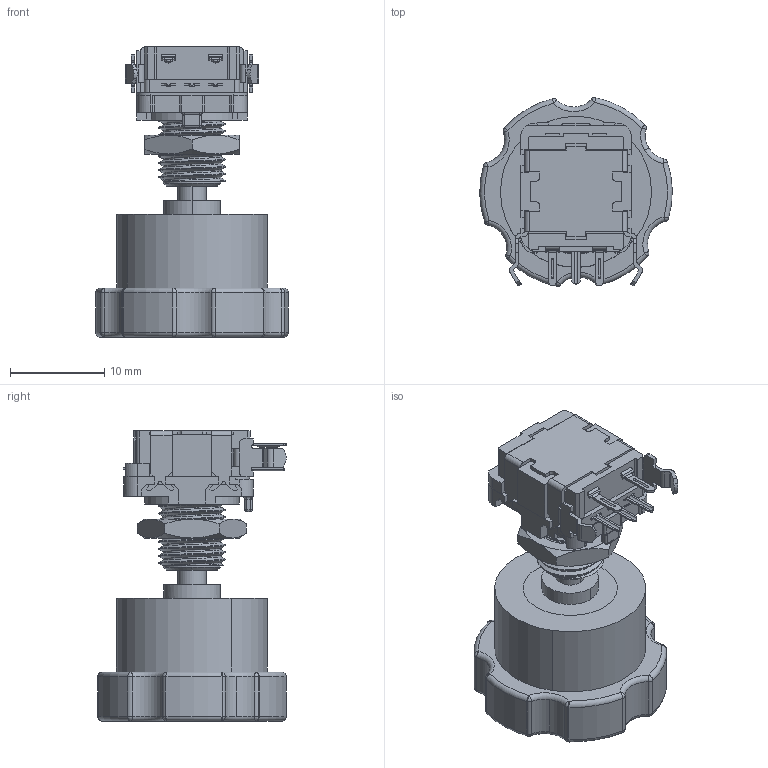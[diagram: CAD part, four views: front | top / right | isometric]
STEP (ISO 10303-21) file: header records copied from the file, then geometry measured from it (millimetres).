
FILE_DESCRIPTION (( 'STEP AP214' ), '1' );
FILE_NAME ('EC11B15242B1_nut_knob20.STEP', '2020-09-25T10:13:03', ( '' ), ( '' ), 'SwSTEP 2.0', 'SolidWorks 2018', '' );
FILE_SCHEMA (( 'AUTOMOTIVE_DESIGN' ));
Length unit declared in the file: millimetre
Products named in the file (4): EC11B15242B1_nut_knob20; ecrou M7x2; EC11B15242B1; Bouton_Di6_De20_h12
Assembly tree (3 placements, depth 2):
  EC11B15242B1_nut_knob20
    EC11B15242B1
    ecrou M7x2
    Bouton_Di6_De20_h12
Bounding box: 20.4 x 19.99 x 30.75 mm (x, y, z)
Volume: 4977.8 mm3; surface area: 3816.3 mm2
Topology: 4 solids, 12 shells, 716 faces, 1874 edges, 1183 vertices
Faces by surface type: plane 416, cylinder 197, sphere 44, torus 30, cone 22, bspline 7
Entity records: 31515 total; most frequent: CARTESIAN_POINT 6621, ORIENTED_EDGE 3692, DIRECTION 3684, EDGE_CURVE 1846, LINE 1246, VECTOR 1246, AXIS2_PLACEMENT_3D 1219, VERTEX_POINT 1175
